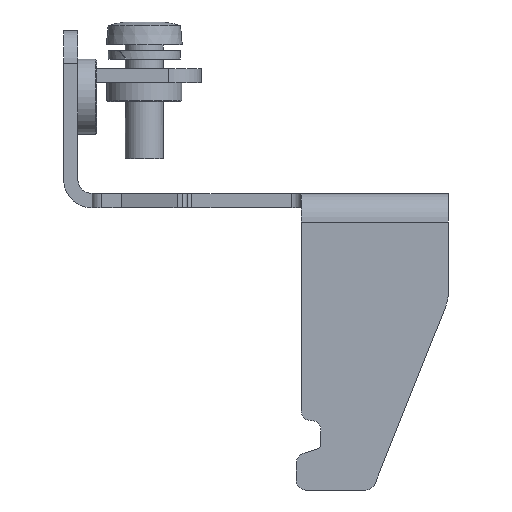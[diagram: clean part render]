
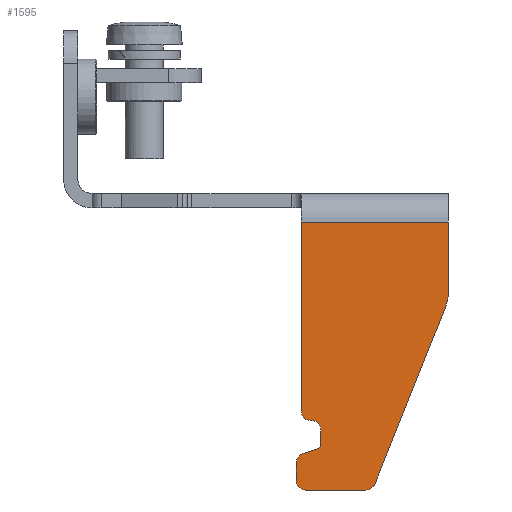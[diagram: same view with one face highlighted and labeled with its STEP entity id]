
A CAD part, left-side view. The second image highlights one B-rep face of the part: STEP entity #1595.
In plain terms, the highlighted planar face has unit normal (-1, 0, 0).
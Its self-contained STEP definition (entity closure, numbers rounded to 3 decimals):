
#985=LINE('',#4437,#1175);
#1047=LINE('',#4647,#1237);
#1074=LINE('',#4765,#1264);
#1077=LINE('',#4769,#1267);
#1080=LINE('',#4775,#1270);
#1089=LINE('',#4790,#1279);
#1101=LINE('',#4811,#1291);
#1102=LINE('',#4812,#1292);
#1103=LINE('',#4813,#1293);
#1175=VECTOR('',#3716,1.);
#1237=VECTOR('',#3916,1.);
#1264=VECTOR('',#4023,1.);
#1267=VECTOR('',#4028,1.);
#1270=VECTOR('',#4033,1.);
#1279=VECTOR('',#4050,1.);
#1291=VECTOR('',#4080,1.);
#1292=VECTOR('',#4081,1.);
#1293=VECTOR('',#4082,1.);
#1403=FACE_OUTER_BOUND('',#1862,.T.);
#1595=ADVANCED_FACE('',(#1403),#1663,.T.);
#1663=PLANE('',#3442);
#1862=EDGE_LOOP('',(#2321,#2322,#2323,#2324,#2325,#2326,#2327,#2328,#2329,
#2330,#2331,#2332,#2333,#2334,#2335,#2336));
#2321=ORIENTED_EDGE('',*,*,#2862,.F.);
#2322=ORIENTED_EDGE('',*,*,#2856,.T.);
#2323=ORIENTED_EDGE('',*,*,#3046,.T.);
#2324=ORIENTED_EDGE('',*,*,#3002,.T.);
#2325=ORIENTED_EDGE('',*,*,#3031,.F.);
#2326=ORIENTED_EDGE('',*,*,#3008,.T.);
#2327=ORIENTED_EDGE('',*,*,#3047,.T.);
#2328=ORIENTED_EDGE('',*,*,#2963,.T.);
#2329=ORIENTED_EDGE('',*,*,#3048,.F.);
#2330=ORIENTED_EDGE('',*,*,#2990,.T.);
#2331=ORIENTED_EDGE('',*,*,#3016,.F.);
#2332=ORIENTED_EDGE('',*,*,#2992,.F.);
#2333=ORIENTED_EDGE('',*,*,#3019,.F.);
#2334=ORIENTED_EDGE('',*,*,#2976,.F.);
#2335=ORIENTED_EDGE('',*,*,#3022,.F.);
#2336=ORIENTED_EDGE('',*,*,#3049,.T.);
#2616=VERTEX_POINT('',#4424);
#2617=VERTEX_POINT('',#4426);
#2621=VERTEX_POINT('',#4438);
#2697=VERTEX_POINT('',#4642);
#2699=VERTEX_POINT('',#4646);
#2711=VERTEX_POINT('',#4676);
#2712=VERTEX_POINT('',#4677);
#2725=VERTEX_POINT('',#4706);
#2726=VERTEX_POINT('',#4708);
#2727=VERTEX_POINT('',#4712);
#2728=VERTEX_POINT('',#4713);
#2737=VERTEX_POINT('',#4733);
#2738=VERTEX_POINT('',#4735);
#2743=VERTEX_POINT('',#4748);
#2744=VERTEX_POINT('',#4749);
#2752=VERTEX_POINT('',#4774);
#2856=EDGE_CURVE('',#2617,#2616,#3143,.T.);
#2862=EDGE_CURVE('',#2617,#2621,#985,.T.);
#2963=EDGE_CURVE('',#2697,#2699,#1047,.T.);
#2976=EDGE_CURVE('',#2711,#2712,#3189,.T.);
#2990=EDGE_CURVE('',#2726,#2725,#3196,.T.);
#2992=EDGE_CURVE('',#2727,#2728,#3197,.T.);
#3002=EDGE_CURVE('',#2738,#2737,#3202,.T.);
#3008=EDGE_CURVE('',#2743,#2744,#3205,.T.);
#3016=EDGE_CURVE('',#2728,#2725,#1074,.T.);
#3019=EDGE_CURVE('',#2712,#2727,#1077,.T.);
#3022=EDGE_CURVE('',#2752,#2711,#1080,.T.);
#3031=EDGE_CURVE('',#2743,#2737,#1089,.T.);
#3046=EDGE_CURVE('',#2616,#2738,#1101,.T.);
#3047=EDGE_CURVE('',#2744,#2697,#1102,.T.);
#3048=EDGE_CURVE('',#2726,#2699,#1103,.T.);
#3049=EDGE_CURVE('',#2752,#2621,#3212,.T.);
#3143=CIRCLE('',#3314,1.);
#3189=CIRCLE('',#3396,0.5);
#3196=CIRCLE('',#3406,1.);
#3197=CIRCLE('',#3408,1.);
#3202=CIRCLE('',#3415,1.);
#3205=CIRCLE('',#3420,5.);
#3212=CIRCLE('',#3441,1.);
#3314=AXIS2_PLACEMENT_3D('',#4425,#3705,#3706);
#3396=AXIS2_PLACEMENT_3D('',#4675,#3943,#3944);
#3406=AXIS2_PLACEMENT_3D('',#4707,#3970,#3971);
#3408=AXIS2_PLACEMENT_3D('',#4711,#3975,#3976);
#3415=AXIS2_PLACEMENT_3D('',#4734,#3994,#3995);
#3420=AXIS2_PLACEMENT_3D('',#4747,#4007,#4008);
#3441=AXIS2_PLACEMENT_3D('',#4814,#4083,#4084);
#3442=AXIS2_PLACEMENT_3D('',#4815,#4085,#4086);
#3705=DIRECTION('',(-1.,0.,0.));
#3706=DIRECTION('',(0.,0.,1.));
#3716=DIRECTION('',(0.,0.,1.));
#3916=DIRECTION('',(0.,1.,0.));
#3943=DIRECTION('',(-1.,0.,0.));
#3944=DIRECTION('',(0.,0.,1.));
#3970=DIRECTION('',(-1.,0.,0.));
#3971=DIRECTION('',(0.,0.,1.));
#3975=DIRECTION('',(-1.,0.,0.));
#3976=DIRECTION('',(0.,0.,1.));
#3994=DIRECTION('',(-1.,0.,0.));
#3995=DIRECTION('',(0.,0.,1.));
#4007=DIRECTION('',(-1.,0.,0.));
#4008=DIRECTION('',(0.,0.,1.));
#4023=DIRECTION('',(0.,1.,0.));
#4028=DIRECTION('',(0.,0.,1.));
#4033=DIRECTION('',(0.,-0.951,0.309));
#4050=DIRECTION('',(0.,0.371,-0.928));
#4080=DIRECTION('',(0.,-1.,0.));
#4081=DIRECTION('',(0.,0.,1.));
#4082=DIRECTION('',(0.,0.,1.));
#4083=DIRECTION('',(-1.,0.,0.));
#4084=DIRECTION('',(0.,0.,1.));
#4085=DIRECTION('',(-1.,0.,0.));
#4086=DIRECTION('',(0.,0.,1.));
#4424=CARTESIAN_POINT('',(-61.944,85.076,-64.642));
#4425=CARTESIAN_POINT('',(-61.944,85.076,-63.642));
#4426=CARTESIAN_POINT('',(-61.944,86.076,-63.642));
#4437=CARTESIAN_POINT('',(-61.944,86.077,-61.732));
#4438=CARTESIAN_POINT('',(-61.944,86.077,-61.759));
#4642=CARTESIAN_POINT('',(-61.944,70.079,-36.442));
#4646=CARTESIAN_POINT('',(-61.944,85.579,-36.442));
#4647=CARTESIAN_POINT('',(-61.944,85.579,-36.442));
#4675=CARTESIAN_POINT('',(-61.944,84.,-59.832));
#4676=CARTESIAN_POINT('',(-61.944,83.845,-60.308));
#4677=CARTESIAN_POINT('',(-61.944,83.5,-59.832));
#4706=CARTESIAN_POINT('',(-61.944,84.579,-57.328));
#4707=CARTESIAN_POINT('',(-61.944,84.579,-56.328));
#4708=CARTESIAN_POINT('',(-61.944,85.579,-56.328));
#4711=CARTESIAN_POINT('',(-61.944,84.5,-58.328));
#4712=CARTESIAN_POINT('',(-61.944,83.5,-58.328));
#4713=CARTESIAN_POINT('',(-61.944,84.5,-57.328));
#4733=CARTESIAN_POINT('',(-61.944,77.827,-64.013));
#4734=CARTESIAN_POINT('',(-61.944,78.756,-63.642));
#4735=CARTESIAN_POINT('',(-61.944,78.756,-64.642));
#4747=CARTESIAN_POINT('',(-61.944,75.079,-43.679));
#4748=CARTESIAN_POINT('',(-61.944,70.436,-45.536));
#4749=CARTESIAN_POINT('',(-61.944,70.079,-43.679));
#4765=CARTESIAN_POINT('',(-61.944,93.079,-57.328));
#4769=CARTESIAN_POINT('',(-61.944,83.5,-64.642));
#4774=CARTESIAN_POINT('',(-61.944,85.386,-60.808));
#4775=CARTESIAN_POINT('',(-61.944,93.53,-63.454));
#4790=CARTESIAN_POINT('',(-61.944,80.148,-69.814));
#4811=CARTESIAN_POINT('',(-61.944,93.079,-64.642));
#4812=CARTESIAN_POINT('',(-61.944,70.079,-64.642));
#4813=CARTESIAN_POINT('',(-61.944,85.579,-64.642));
#4814=CARTESIAN_POINT('',(-61.944,85.077,-61.759));
#4815=CARTESIAN_POINT('',(-61.944,93.079,-64.642));
